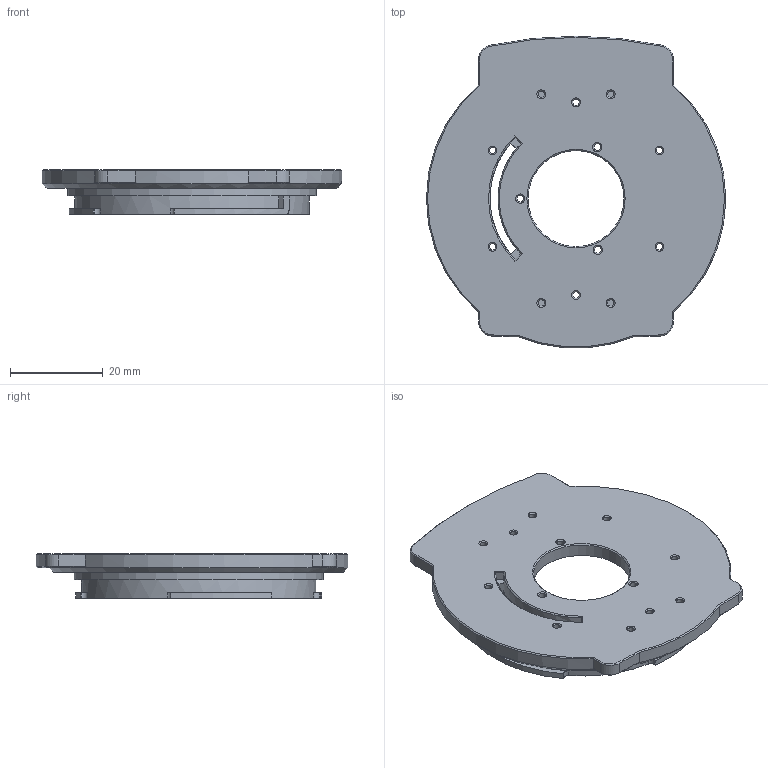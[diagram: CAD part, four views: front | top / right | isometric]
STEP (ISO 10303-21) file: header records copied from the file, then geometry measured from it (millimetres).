
FILE_DESCRIPTION(/* description */ ('Unknown'),/* implementation_level */ '2;1');
FILE_NAME(/* name */ 'lomo_LCA_canonRF_mount',/* time_stamp */ '2024-03-15T12:15:49-04:00',/* author */ ('Unknown'),/* organization */ ('Unknown'),/* preprocessor_version */ 'ST-DEVELOPER v18.1',/* originating_system */ 'Solid Edge',/* authorisation */ 'Unknown');
FILE_SCHEMA (('AUTOMOTIVE_DESIGN {1 0 10303 214 3 1 1}'));
Length unit declared in the file: millimetre
Products named in the file (1): lomo_LCA_canonRF_mount
Bounding box: 64.5 x 67.15 x 9.65 mm (x, y, z)
Volume: 13518.2 mm3; surface area: 10061.6 mm2
Topology: 1 solids, 1 shells, 167 faces, 419 edges, 262 vertices
Faces by surface type: plane 72, cylinder 50, cone 44, sphere 1
Full cylindrical faces by diameter (mm): 1.4 x10, 1.5 x3, 20.7 x1, 46 x1, 53.7 x1
Entity records: 4781 total; most frequent: CARTESIAN_POINT 860, DIRECTION 847, ORIENTED_EDGE 738, EDGE_CURVE 369, AXIS2_PLACEMENT_3D 334, VERTEX_POINT 249, EDGE_LOOP 234, FACE_BOUND 234
